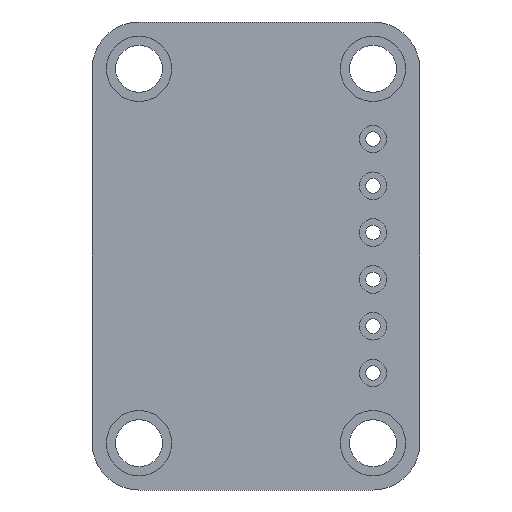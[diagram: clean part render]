
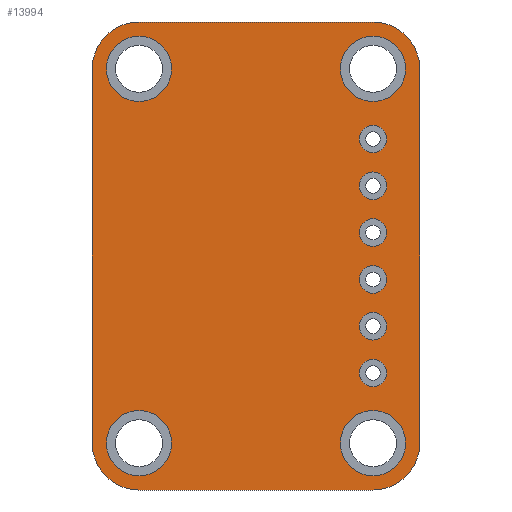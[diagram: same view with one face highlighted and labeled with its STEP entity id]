
A CAD part, front view. The second image highlights one B-rep face of the part: STEP entity #13994.
In plain terms, the highlighted planar face has unit normal (0, -1, 0).
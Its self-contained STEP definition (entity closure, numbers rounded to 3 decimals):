
#136=CIRCLE('',#14508,0.75);
#137=CIRCLE('',#14509,0.75);
#142=CIRCLE('',#14516,0.75);
#143=CIRCLE('',#14517,0.75);
#148=CIRCLE('',#14524,1.77);
#149=CIRCLE('',#14525,1.77);
#154=CIRCLE('',#14532,0.75);
#155=CIRCLE('',#14533,0.75);
#160=CIRCLE('',#14540,0.75);
#161=CIRCLE('',#14541,0.75);
#166=CIRCLE('',#14548,0.75);
#167=CIRCLE('',#14549,0.75);
#172=CIRCLE('',#14556,1.77);
#173=CIRCLE('',#14557,1.77);
#178=CIRCLE('',#14564,1.77);
#179=CIRCLE('',#14565,1.77);
#184=CIRCLE('',#14572,0.75);
#185=CIRCLE('',#14573,0.75);
#190=CIRCLE('',#14580,1.77);
#191=CIRCLE('',#14581,1.77);
#236=CIRCLE('',#14654,2.54);
#237=CIRCLE('',#14657,2.54);
#238=CIRCLE('',#14658,2.54);
#239=CIRCLE('',#14659,2.54);
#334=FACE_BOUND('',#2502,.T.);
#335=FACE_BOUND('',#2503,.T.);
#336=FACE_BOUND('',#2504,.T.);
#337=FACE_BOUND('',#2505,.T.);
#338=FACE_BOUND('',#2506,.T.);
#339=FACE_BOUND('',#2507,.T.);
#340=FACE_BOUND('',#2508,.T.);
#341=FACE_BOUND('',#2509,.T.);
#342=FACE_BOUND('',#2510,.T.);
#343=FACE_BOUND('',#2511,.T.);
#950=PLANE('',#14656);
#1675=FACE_OUTER_BOUND('',#2501,.T.);
#2501=EDGE_LOOP('',(#12925,#12926,#12927,#12928,#12929,#12930,#12931,#12932));
#2502=EDGE_LOOP('',(#12933,#12934));
#2503=EDGE_LOOP('',(#12935,#12936));
#2504=EDGE_LOOP('',(#12937,#12938));
#2505=EDGE_LOOP('',(#12939,#12940));
#2506=EDGE_LOOP('',(#12941,#12942));
#2507=EDGE_LOOP('',(#12943,#12944));
#2508=EDGE_LOOP('',(#12945,#12946));
#2509=EDGE_LOOP('',(#12947,#12948));
#2510=EDGE_LOOP('',(#12949,#12950));
#2511=EDGE_LOOP('',(#12951,#12952));
#3748=LINE('',#24216,#5074);
#3830=LINE('',#24604,#5156);
#3832=LINE('',#24610,#5158);
#3833=LINE('',#24614,#5159);
#5074=VECTOR('',#16796,10.);
#5156=VECTOR('',#17226,10.);
#5158=VECTOR('',#17232,10.);
#5159=VECTOR('',#17235,10.);
#6892=VERTEX_POINT('',#24213);
#6893=VERTEX_POINT('',#24215);
#6924=VERTEX_POINT('',#24327);
#6925=VERTEX_POINT('',#24328);
#6930=VERTEX_POINT('',#24342);
#6931=VERTEX_POINT('',#24343);
#6936=VERTEX_POINT('',#24357);
#6937=VERTEX_POINT('',#24358);
#6942=VERTEX_POINT('',#24372);
#6943=VERTEX_POINT('',#24373);
#6948=VERTEX_POINT('',#24387);
#6949=VERTEX_POINT('',#24388);
#6954=VERTEX_POINT('',#24402);
#6955=VERTEX_POINT('',#24403);
#6960=VERTEX_POINT('',#24417);
#6961=VERTEX_POINT('',#24418);
#6966=VERTEX_POINT('',#24432);
#6967=VERTEX_POINT('',#24433);
#6972=VERTEX_POINT('',#24447);
#6973=VERTEX_POINT('',#24448);
#6978=VERTEX_POINT('',#24462);
#6979=VERTEX_POINT('',#24463);
#7024=VERTEX_POINT('',#24599);
#7025=VERTEX_POINT('',#24603);
#7026=VERTEX_POINT('',#24607);
#7027=VERTEX_POINT('',#24609);
#7028=VERTEX_POINT('',#24611);
#7029=VERTEX_POINT('',#24613);
#8824=EDGE_CURVE('',#6892,#6893,#3748,.T.);
#8879=EDGE_CURVE('',#6924,#6925,#136,.T.);
#8880=EDGE_CURVE('',#6925,#6924,#137,.T.);
#8886=EDGE_CURVE('',#6930,#6931,#142,.T.);
#8887=EDGE_CURVE('',#6931,#6930,#143,.T.);
#8893=EDGE_CURVE('',#6936,#6937,#148,.T.);
#8894=EDGE_CURVE('',#6937,#6936,#149,.T.);
#8900=EDGE_CURVE('',#6942,#6943,#154,.T.);
#8901=EDGE_CURVE('',#6943,#6942,#155,.T.);
#8907=EDGE_CURVE('',#6948,#6949,#160,.T.);
#8908=EDGE_CURVE('',#6949,#6948,#161,.T.);
#8914=EDGE_CURVE('',#6954,#6955,#166,.T.);
#8915=EDGE_CURVE('',#6955,#6954,#167,.T.);
#8921=EDGE_CURVE('',#6960,#6961,#172,.T.);
#8922=EDGE_CURVE('',#6961,#6960,#173,.T.);
#8928=EDGE_CURVE('',#6966,#6967,#178,.T.);
#8929=EDGE_CURVE('',#6967,#6966,#179,.T.);
#8935=EDGE_CURVE('',#6972,#6973,#184,.T.);
#8936=EDGE_CURVE('',#6973,#6972,#185,.T.);
#8942=EDGE_CURVE('',#6978,#6979,#190,.T.);
#8943=EDGE_CURVE('',#6979,#6978,#191,.T.);
#9005=EDGE_CURVE('',#6893,#7024,#236,.T.);
#9007=EDGE_CURVE('',#7024,#7025,#3830,.T.);
#9009=EDGE_CURVE('',#7026,#6892,#237,.T.);
#9010=EDGE_CURVE('',#7027,#7026,#3832,.T.);
#9011=EDGE_CURVE('',#7028,#7027,#238,.T.);
#9012=EDGE_CURVE('',#7029,#7028,#3833,.T.);
#9013=EDGE_CURVE('',#7025,#7029,#239,.T.);
#12925=ORIENTED_EDGE('',*,*,#9005,.F.);
#12926=ORIENTED_EDGE('',*,*,#8824,.F.);
#12927=ORIENTED_EDGE('',*,*,#9009,.F.);
#12928=ORIENTED_EDGE('',*,*,#9010,.F.);
#12929=ORIENTED_EDGE('',*,*,#9011,.F.);
#12930=ORIENTED_EDGE('',*,*,#9012,.F.);
#12931=ORIENTED_EDGE('',*,*,#9013,.F.);
#12932=ORIENTED_EDGE('',*,*,#9007,.F.);
#12933=ORIENTED_EDGE('',*,*,#8879,.T.);
#12934=ORIENTED_EDGE('',*,*,#8880,.T.);
#12935=ORIENTED_EDGE('',*,*,#8886,.T.);
#12936=ORIENTED_EDGE('',*,*,#8887,.T.);
#12937=ORIENTED_EDGE('',*,*,#8893,.T.);
#12938=ORIENTED_EDGE('',*,*,#8894,.T.);
#12939=ORIENTED_EDGE('',*,*,#8900,.T.);
#12940=ORIENTED_EDGE('',*,*,#8901,.T.);
#12941=ORIENTED_EDGE('',*,*,#8907,.T.);
#12942=ORIENTED_EDGE('',*,*,#8908,.T.);
#12943=ORIENTED_EDGE('',*,*,#8914,.T.);
#12944=ORIENTED_EDGE('',*,*,#8915,.T.);
#12945=ORIENTED_EDGE('',*,*,#8921,.T.);
#12946=ORIENTED_EDGE('',*,*,#8922,.T.);
#12947=ORIENTED_EDGE('',*,*,#8928,.T.);
#12948=ORIENTED_EDGE('',*,*,#8929,.T.);
#12949=ORIENTED_EDGE('',*,*,#8935,.T.);
#12950=ORIENTED_EDGE('',*,*,#8936,.T.);
#12951=ORIENTED_EDGE('',*,*,#8942,.T.);
#12952=ORIENTED_EDGE('',*,*,#8943,.T.);
#13994=ADVANCED_FACE('',(#1675,#334,#335,#336,#337,#338,#339,#340,#341,
#342,#343),#950,.F.);
#14508=AXIS2_PLACEMENT_3D('',#24329,#16903,#16904);
#14509=AXIS2_PLACEMENT_3D('',#24330,#16905,#16906);
#14516=AXIS2_PLACEMENT_3D('',#24344,#16920,#16921);
#14517=AXIS2_PLACEMENT_3D('',#24345,#16922,#16923);
#14524=AXIS2_PLACEMENT_3D('',#24359,#16937,#16938);
#14525=AXIS2_PLACEMENT_3D('',#24360,#16939,#16940);
#14532=AXIS2_PLACEMENT_3D('',#24374,#16954,#16955);
#14533=AXIS2_PLACEMENT_3D('',#24375,#16956,#16957);
#14540=AXIS2_PLACEMENT_3D('',#24389,#16971,#16972);
#14541=AXIS2_PLACEMENT_3D('',#24390,#16973,#16974);
#14548=AXIS2_PLACEMENT_3D('',#24404,#16988,#16989);
#14549=AXIS2_PLACEMENT_3D('',#24405,#16990,#16991);
#14556=AXIS2_PLACEMENT_3D('',#24419,#17005,#17006);
#14557=AXIS2_PLACEMENT_3D('',#24420,#17007,#17008);
#14564=AXIS2_PLACEMENT_3D('',#24434,#17022,#17023);
#14565=AXIS2_PLACEMENT_3D('',#24435,#17024,#17025);
#14572=AXIS2_PLACEMENT_3D('',#24449,#17039,#17040);
#14573=AXIS2_PLACEMENT_3D('',#24450,#17041,#17042);
#14580=AXIS2_PLACEMENT_3D('',#24464,#17056,#17057);
#14581=AXIS2_PLACEMENT_3D('',#24465,#17058,#17059);
#14654=AXIS2_PLACEMENT_3D('',#24600,#17221,#17222);
#14656=AXIS2_PLACEMENT_3D('',#24606,#17228,#17229);
#14657=AXIS2_PLACEMENT_3D('',#24608,#17230,#17231);
#14658=AXIS2_PLACEMENT_3D('',#24612,#17233,#17234);
#14659=AXIS2_PLACEMENT_3D('',#24615,#17236,#17237);
#16796=DIRECTION('',(-1.,0.,0.));
#16903=DIRECTION('center_axis',(0.,1.,0.));
#16904=DIRECTION('ref_axis',(1.,0.,0.));
#16905=DIRECTION('center_axis',(0.,1.,0.));
#16906=DIRECTION('ref_axis',(1.,0.,0.));
#16920=DIRECTION('center_axis',(0.,1.,0.));
#16921=DIRECTION('ref_axis',(1.,0.,0.));
#16922=DIRECTION('center_axis',(0.,1.,0.));
#16923=DIRECTION('ref_axis',(1.,0.,0.));
#16937=DIRECTION('center_axis',(0.,1.,0.));
#16938=DIRECTION('ref_axis',(1.,0.,0.));
#16939=DIRECTION('center_axis',(0.,1.,0.));
#16940=DIRECTION('ref_axis',(1.,0.,0.));
#16954=DIRECTION('center_axis',(0.,1.,0.));
#16955=DIRECTION('ref_axis',(1.,0.,0.));
#16956=DIRECTION('center_axis',(0.,1.,0.));
#16957=DIRECTION('ref_axis',(1.,0.,0.));
#16971=DIRECTION('center_axis',(0.,1.,0.));
#16972=DIRECTION('ref_axis',(1.,0.,0.));
#16973=DIRECTION('center_axis',(0.,1.,0.));
#16974=DIRECTION('ref_axis',(1.,0.,0.));
#16988=DIRECTION('center_axis',(0.,1.,0.));
#16989=DIRECTION('ref_axis',(1.,0.,0.));
#16990=DIRECTION('center_axis',(0.,1.,0.));
#16991=DIRECTION('ref_axis',(1.,0.,0.));
#17005=DIRECTION('center_axis',(0.,1.,0.));
#17006=DIRECTION('ref_axis',(1.,0.,0.));
#17007=DIRECTION('center_axis',(0.,1.,0.));
#17008=DIRECTION('ref_axis',(1.,0.,0.));
#17022=DIRECTION('center_axis',(0.,1.,0.));
#17023=DIRECTION('ref_axis',(1.,0.,0.));
#17024=DIRECTION('center_axis',(0.,1.,0.));
#17025=DIRECTION('ref_axis',(1.,0.,0.));
#17039=DIRECTION('center_axis',(0.,1.,0.));
#17040=DIRECTION('ref_axis',(1.,0.,0.));
#17041=DIRECTION('center_axis',(0.,1.,0.));
#17042=DIRECTION('ref_axis',(1.,0.,0.));
#17056=DIRECTION('center_axis',(0.,1.,0.));
#17057=DIRECTION('ref_axis',(1.,0.,0.));
#17058=DIRECTION('center_axis',(0.,1.,0.));
#17059=DIRECTION('ref_axis',(1.,0.,0.));
#17221=DIRECTION('center_axis',(0.,1.,0.));
#17222=DIRECTION('ref_axis',(-0.707,0.,-0.707));
#17226=DIRECTION('',(0.,0.,1.));
#17228=DIRECTION('center_axis',(0.,1.,0.));
#17229=DIRECTION('ref_axis',(0.,0.,1.));
#17230=DIRECTION('center_axis',(0.,1.,0.));
#17231=DIRECTION('ref_axis',(0.707,0.,-0.707));
#17232=DIRECTION('',(0.,0.,-1.));
#17233=DIRECTION('center_axis',(0.,1.,0.));
#17234=DIRECTION('ref_axis',(0.707,0.,0.707));
#17235=DIRECTION('',(1.,0.,0.));
#17236=DIRECTION('center_axis',(0.,1.,0.));
#17237=DIRECTION('ref_axis',(-0.707,0.,0.707));
#24213=CARTESIAN_POINT('',(-2.54,0.,-25.4));
#24215=CARTESIAN_POINT('',(-15.24,0.,-25.4));
#24216=CARTESIAN_POINT('',(0.,0.,-25.4));
#24327=CARTESIAN_POINT('',(-1.79,0.,-8.89));
#24328=CARTESIAN_POINT('',(-3.29,0.,-8.89));
#24329=CARTESIAN_POINT('Origin',(-2.54,0.,-8.89));
#24330=CARTESIAN_POINT('Origin',(-2.54,0.,-8.89));
#24342=CARTESIAN_POINT('',(-1.79,0.,-19.05));
#24343=CARTESIAN_POINT('',(-3.29,0.,-19.05));
#24344=CARTESIAN_POINT('Origin',(-2.54,0.,-19.05));
#24345=CARTESIAN_POINT('Origin',(-2.54,0.,-19.05));
#24357=CARTESIAN_POINT('',(-13.47,0.,-2.54));
#24358=CARTESIAN_POINT('',(-17.01,0.,-2.54));
#24359=CARTESIAN_POINT('Origin',(-15.24,0.,-2.54));
#24360=CARTESIAN_POINT('Origin',(-15.24,0.,-2.54));
#24372=CARTESIAN_POINT('',(-1.79,0.,-16.51));
#24373=CARTESIAN_POINT('',(-3.29,0.,-16.51));
#24374=CARTESIAN_POINT('Origin',(-2.54,0.,-16.51));
#24375=CARTESIAN_POINT('Origin',(-2.54,0.,-16.51));
#24387=CARTESIAN_POINT('',(-1.79,0.,-6.35));
#24388=CARTESIAN_POINT('',(-3.29,0.,-6.35));
#24389=CARTESIAN_POINT('Origin',(-2.54,0.,-6.35));
#24390=CARTESIAN_POINT('Origin',(-2.54,0.,-6.35));
#24402=CARTESIAN_POINT('',(-1.79,0.,-11.43));
#24403=CARTESIAN_POINT('',(-3.29,0.,-11.43));
#24404=CARTESIAN_POINT('Origin',(-2.54,0.,-11.43));
#24405=CARTESIAN_POINT('Origin',(-2.54,0.,-11.43));
#24417=CARTESIAN_POINT('',(-0.77,0.,-22.86));
#24418=CARTESIAN_POINT('',(-4.31,0.,-22.86));
#24419=CARTESIAN_POINT('Origin',(-2.54,0.,-22.86));
#24420=CARTESIAN_POINT('Origin',(-2.54,0.,-22.86));
#24432=CARTESIAN_POINT('',(-13.47,0.,-22.86));
#24433=CARTESIAN_POINT('',(-17.01,0.,-22.86));
#24434=CARTESIAN_POINT('Origin',(-15.24,0.,-22.86));
#24435=CARTESIAN_POINT('Origin',(-15.24,0.,-22.86));
#24447=CARTESIAN_POINT('',(-1.79,0.,-13.97));
#24448=CARTESIAN_POINT('',(-3.29,0.,-13.97));
#24449=CARTESIAN_POINT('Origin',(-2.54,0.,-13.97));
#24450=CARTESIAN_POINT('Origin',(-2.54,0.,-13.97));
#24462=CARTESIAN_POINT('',(-0.77,0.,-2.54));
#24463=CARTESIAN_POINT('',(-4.31,0.,-2.54));
#24464=CARTESIAN_POINT('Origin',(-2.54,0.,-2.54));
#24465=CARTESIAN_POINT('Origin',(-2.54,0.,-2.54));
#24599=CARTESIAN_POINT('',(-17.78,0.,-22.86));
#24600=CARTESIAN_POINT('Origin',(-15.24,0.,-22.86));
#24603=CARTESIAN_POINT('',(-17.78,0.,-2.54));
#24604=CARTESIAN_POINT('',(-17.78,0.,-25.4));
#24606=CARTESIAN_POINT('Origin',(-8.89,0.,-12.7));
#24607=CARTESIAN_POINT('',(0.,0.,-22.86));
#24608=CARTESIAN_POINT('Origin',(-2.54,0.,-22.86));
#24609=CARTESIAN_POINT('',(0.,0.,-2.54));
#24610=CARTESIAN_POINT('',(0.,0.,0.));
#24611=CARTESIAN_POINT('',(-2.54,0.,0.));
#24612=CARTESIAN_POINT('Origin',(-2.54,0.,-2.54));
#24613=CARTESIAN_POINT('',(-15.24,0.,0.));
#24614=CARTESIAN_POINT('',(-17.78,0.,0.));
#24615=CARTESIAN_POINT('Origin',(-15.24,0.,-2.54));
